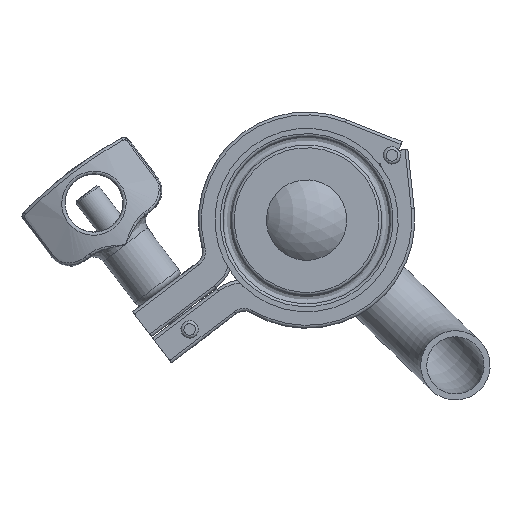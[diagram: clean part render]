
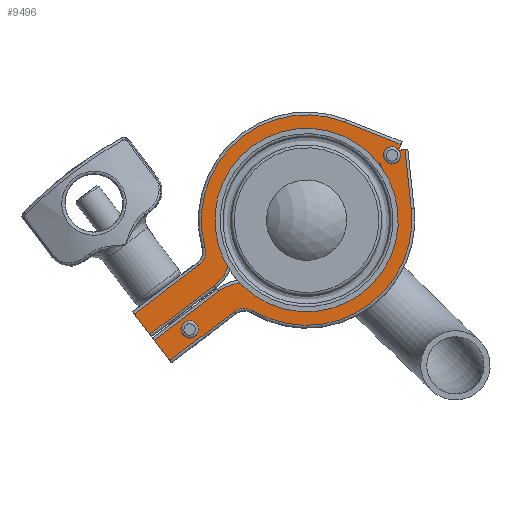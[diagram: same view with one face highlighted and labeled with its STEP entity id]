
A CAD part, front view. The second image highlights one B-rep face of the part: STEP entity #9496.
In plain terms, the highlighted face is planar.
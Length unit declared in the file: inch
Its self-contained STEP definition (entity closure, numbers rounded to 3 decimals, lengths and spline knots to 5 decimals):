
#2639=CARTESIAN_POINT('',(1.81628,-0.17781,-0.365));
#2640=VERTEX_POINT('',#2639);
#2641=CARTESIAN_POINT('',(1.72253,-0.17781,-0.365));
#2642=DIRECTION('',(0.0,0.0,1.0));
#2643=DIRECTION('',(-1.0,0.0,0.0));
#2644=AXIS2_PLACEMENT_3D('',#2641,#2642,#2643);
#2645=CIRCLE('',#2644,0.09375);
#2646=EDGE_CURVE('',#2640,#2640,#2645,.T.);
#6019=CARTESIAN_POINT('',(2.09753,-0.31656,-0.365));
#6020=VERTEX_POINT('',#6019);
#6028=CARTESIAN_POINT('',(2.09753,-0.03906,-0.365));
#6029=VERTEX_POINT('',#6028);
#6030=CARTESIAN_POINT('',(2.09753,-0.31656,-0.365));
#6031=DIRECTION('',(0.0,1.0,0.0));
#6032=VECTOR('',#6031,0.2775);
#6033=LINE('',#6030,#6032);
#6034=EDGE_CURVE('',#6020,#6029,#6033,.T.);
#6396=CARTESIAN_POINT('',(-1.25286,-0.00173,-0.365));
#6397=VERTEX_POINT('',#6396);
#6413=CARTESIAN_POINT('',(-1.25286,0.00173,-0.365));
#6414=VERTEX_POINT('',#6413);
#6421=CARTESIAN_POINT('',(-1.15913,0.,-0.365));
#6422=DIRECTION('',(0.0,0.0,1.0));
#6423=DIRECTION('',(-1.0,0.0,0.0));
#6424=AXIS2_PLACEMENT_3D('',#6421,#6422,#6423);
#6425=CIRCLE('',#6424,0.09375);
#6426=EDGE_CURVE('',#6397,#6414,#6425,.T.);
#6631=CARTESIAN_POINT('',(-1.30885,0.03554,-0.365));
#6632=VERTEX_POINT('',#6631);
#6640=CARTESIAN_POINT('',(-1.25286,0.00173,-0.365));
#6641=DIRECTION('',(-0.856,0.517,0.));
#6642=VECTOR('',#6641,0.06541);
#6643=LINE('',#6640,#6642);
#6644=EDGE_CURVE('',#6414,#6632,#6643,.T.);
#6995=CARTESIAN_POINT('',(-1.30885,-0.03554,-0.365));
#6996=VERTEX_POINT('',#6995);
#6997=CARTESIAN_POINT('',(-1.30885,-0.03554,-0.365));
#6998=DIRECTION('',(0.856,0.517,0.));
#6999=VECTOR('',#6998,0.06541);
#7000=LINE('',#6997,#6999);
#7001=EDGE_CURVE('',#6996,#6397,#7000,.T.);
#7038=CARTESIAN_POINT('',(-1.00613,0.,-0.365));
#7039=VERTEX_POINT('',#7038);
#7055=CARTESIAN_POINT('',(-0.73723,-0.44525,-0.365));
#7056=VERTEX_POINT('',#7055);
#7064=CARTESIAN_POINT('',(-0.73723,-0.44525,-0.365));
#7065=DIRECTION('',(-0.517,0.856,0.0));
#7066=VECTOR('',#7065,0.52015);
#7067=LINE('',#7064,#7066);
#7068=EDGE_CURVE('',#7056,#7039,#7067,.T.);
#7264=CARTESIAN_POINT('',(-0.97477,-0.58871,-0.365));
#7265=VERTEX_POINT('',#7264);
#7266=CARTESIAN_POINT('',(-0.97477,-0.58871,-0.365));
#7267=DIRECTION('',(-0.517,0.856,0.0));
#7268=VECTOR('',#7267,0.64622);
#7269=LINE('',#7266,#7268);
#7270=EDGE_CURVE('',#7265,#6996,#7269,.T.);
#7681=CARTESIAN_POINT('',(1.05466,-0.42946,-0.365));
#7682=VERTEX_POINT('',#7681);
#7683=CARTESIAN_POINT('',(0.0,0.0,-0.365));
#7684=DIRECTION('',(0.0,0.0,-1.));
#7685=DIRECTION('',(0.856,0.517,0.0));
#7686=AXIS2_PLACEMENT_3D('',#7683,#7684,#7685);
#7687=CIRCLE('',#7686,1.13875);
#7688=EDGE_CURVE('',#7682,#7265,#7687,.T.);
#7716=CARTESIAN_POINT('',(0.79766,-0.3248,-0.365));
#7717=VERTEX_POINT('',#7716);
#7725=CARTESIAN_POINT('',(0.0,0.0,-0.365));
#7726=DIRECTION('',(0.0,0.0,-1.));
#7727=DIRECTION('',(0.856,0.517,0.0));
#7728=AXIS2_PLACEMENT_3D('',#7725,#7726,#7727);
#7729=CIRCLE('',#7728,0.86125);
#7730=EDGE_CURVE('',#7717,#7056,#7729,.T.);
#8059=CARTESIAN_POINT('',(1.22253,-0.31656,-0.365));
#8060=VERTEX_POINT('',#8059);
#8061=CARTESIAN_POINT('',(1.22253,-0.49781,-0.365));
#8062=DIRECTION('',(0.0,0.0,1.0));
#8063=DIRECTION('',(0.0,1.0,0.0));
#8064=AXIS2_PLACEMENT_3D('',#8061,#8062,#8063);
#8065=CIRCLE('',#8064,0.18125);
#8066=EDGE_CURVE('',#8060,#7682,#8065,.T.);
#8086=CARTESIAN_POINT('',(1.22253,-0.03906,-0.365));
#8087=VERTEX_POINT('',#8086);
#8095=CARTESIAN_POINT('',(1.22253,-0.49781,-0.365));
#8096=DIRECTION('',(0.0,0.0,1.0));
#8097=DIRECTION('',(0.0,1.0,0.0));
#8098=AXIS2_PLACEMENT_3D('',#8095,#8096,#8097);
#8099=CIRCLE('',#8098,0.45875);
#8100=EDGE_CURVE('',#8087,#7717,#8099,.T.);
#8118=CARTESIAN_POINT('',(2.09753,-0.03906,-0.365));
#8119=DIRECTION('',(-1.0,0.0,0.0));
#8120=VECTOR('',#8119,0.875);
#8121=LINE('',#8118,#8120);
#8122=EDGE_CURVE('',#6029,#8087,#8121,.T.);
#8266=CARTESIAN_POINT('',(2.09753,-0.31656,-0.365));
#8267=DIRECTION('',(-1.0,0.0,0.0));
#8268=VECTOR('',#8267,0.875);
#8269=LINE('',#8266,#8268);
#8270=EDGE_CURVE('',#6020,#8060,#8269,.T.);
#8446=CARTESIAN_POINT('',(-0.73723,0.44525,-0.365));
#8447=VERTEX_POINT('',#8446);
#8448=CARTESIAN_POINT('',(-0.73723,0.44525,-0.365));
#8449=DIRECTION('',(-0.517,-0.856,0.0));
#8450=VECTOR('',#8449,0.52015);
#8451=LINE('',#8448,#8450);
#8452=EDGE_CURVE('',#8447,#7039,#8451,.T.);
#8479=CARTESIAN_POINT('',(-0.97477,0.58871,-0.365));
#8480=VERTEX_POINT('',#8479);
#8488=CARTESIAN_POINT('',(-0.97477,0.58871,-0.365));
#8489=DIRECTION('',(-0.517,-0.856,0.0));
#8490=VECTOR('',#8489,0.64622);
#8491=LINE('',#8488,#8490);
#8492=EDGE_CURVE('',#8480,#6632,#8491,.T.);
#8874=CARTESIAN_POINT('',(0.79766,0.3248,-0.365));
#8875=VERTEX_POINT('',#8874);
#8876=CARTESIAN_POINT('',(0.0,0.0,-0.365));
#8877=DIRECTION('',(0.0,0.0,1.0));
#8878=DIRECTION('',(0.926,0.377,0.0));
#8879=AXIS2_PLACEMENT_3D('',#8876,#8877,#8878);
#8880=CIRCLE('',#8879,0.86125);
#8881=EDGE_CURVE('',#8875,#8447,#8880,.T.);
#8909=CARTESIAN_POINT('',(1.05466,0.42946,-0.365));
#8910=VERTEX_POINT('',#8909);
#8918=CARTESIAN_POINT('',(0.0,0.0,-0.365));
#8919=DIRECTION('',(0.0,0.0,1.));
#8920=DIRECTION('',(0.926,0.377,0.0));
#8921=AXIS2_PLACEMENT_3D('',#8918,#8919,#8920);
#8922=CIRCLE('',#8921,1.13875);
#8923=EDGE_CURVE('',#8910,#8480,#8922,.T.);
#9229=CARTESIAN_POINT('',(1.22253,0.03906,-0.365));
#9230=VERTEX_POINT('',#9229);
#9231=CARTESIAN_POINT('',(1.22253,0.49781,-0.365));
#9232=DIRECTION('',(0.0,0.0,-1.));
#9233=DIRECTION('',(0.926,0.377,0.0));
#9234=AXIS2_PLACEMENT_3D('',#9231,#9232,#9233);
#9235=CIRCLE('',#9234,0.45875);
#9236=EDGE_CURVE('',#9230,#8875,#9235,.T.);
#9262=CARTESIAN_POINT('',(1.22253,0.31656,-0.365));
#9263=VERTEX_POINT('',#9262);
#9271=CARTESIAN_POINT('',(1.22253,0.49781,-0.365));
#9272=DIRECTION('',(0.0,0.0,-1.0));
#9273=DIRECTION('',(0.926,0.377,0.0));
#9274=AXIS2_PLACEMENT_3D('',#9271,#9272,#9273);
#9275=CIRCLE('',#9274,0.18125);
#9276=EDGE_CURVE('',#9263,#8910,#9275,.T.);
#9434=CARTESIAN_POINT('',(2.09753,0.03906,-0.365));
#9435=VERTEX_POINT('',#9434);
#9436=CARTESIAN_POINT('',(2.09753,0.03906,-0.365));
#9437=DIRECTION('',(-1.0,0.0,0.0));
#9438=VECTOR('',#9437,0.875);
#9439=LINE('',#9436,#9438);
#9440=EDGE_CURVE('',#9435,#9230,#9439,.T.);
#9453=CARTESIAN_POINT('',(2.09753,0.03906,-0.365));
#9454=DIRECTION('',(0.0,0.0,-1.0));
#9455=DIRECTION('',(-1.0,0.0,0.0));
#9456=AXIS2_PLACEMENT_3D('',#9453,#9454,#9455);
#9457=PLANE('',#9456);
#9458=ORIENTED_EDGE('',*,*,#6426,.T.);
#9459=ORIENTED_EDGE('',*,*,#6644,.T.);
#9460=ORIENTED_EDGE('',*,*,#8492,.F.);
#9461=ORIENTED_EDGE('',*,*,#8923,.F.);
#9462=ORIENTED_EDGE('',*,*,#9276,.F.);
#9463=CARTESIAN_POINT('',(2.09753,0.31656,-0.365));
#9464=VERTEX_POINT('',#9463);
#9465=CARTESIAN_POINT('',(2.09753,0.31656,-0.365));
#9466=DIRECTION('',(-1.0,0.0,0.0));
#9467=VECTOR('',#9466,0.875);
#9468=LINE('',#9465,#9467);
#9469=EDGE_CURVE('',#9464,#9263,#9468,.T.);
#9470=ORIENTED_EDGE('',*,*,#9469,.F.);
#9471=CARTESIAN_POINT('',(2.09753,0.31656,-0.365));
#9472=DIRECTION('',(0.0,-1.0,0.0));
#9473=VECTOR('',#9472,0.2775);
#9474=LINE('',#9471,#9473);
#9475=EDGE_CURVE('',#9464,#9435,#9474,.T.);
#9476=ORIENTED_EDGE('',*,*,#9475,.T.);
#9477=ORIENTED_EDGE('',*,*,#9440,.T.);
#9478=ORIENTED_EDGE('',*,*,#9236,.T.);
#9479=ORIENTED_EDGE('',*,*,#8881,.T.);
#9480=ORIENTED_EDGE('',*,*,#8452,.T.);
#9481=ORIENTED_EDGE('',*,*,#7068,.F.);
#9482=ORIENTED_EDGE('',*,*,#7730,.F.);
#9483=ORIENTED_EDGE('',*,*,#8100,.F.);
#9484=ORIENTED_EDGE('',*,*,#8122,.F.);
#9485=ORIENTED_EDGE('',*,*,#6034,.F.);
#9486=ORIENTED_EDGE('',*,*,#8270,.T.);
#9487=ORIENTED_EDGE('',*,*,#8066,.T.);
#9488=ORIENTED_EDGE('',*,*,#7688,.T.);
#9489=ORIENTED_EDGE('',*,*,#7270,.T.);
#9490=ORIENTED_EDGE('',*,*,#7001,.T.);
#9491=EDGE_LOOP('',(#9458,#9459,#9460,#9461,#9462,#9470,#9476,#9477,#9478,#9479,#9480,#9481,#9482,#9483,#9484,#9485,#9486,#9487,#9488,#9489,#9490));
#9492=FACE_OUTER_BOUND('',#9491,.T.);
#9493=ORIENTED_EDGE('',*,*,#2646,.T.);
#9494=EDGE_LOOP('',(#9493));
#9495=FACE_BOUND('',#9494,.T.);
#9496=ADVANCED_FACE('',(#9492,#9495),#9457,.T.);
